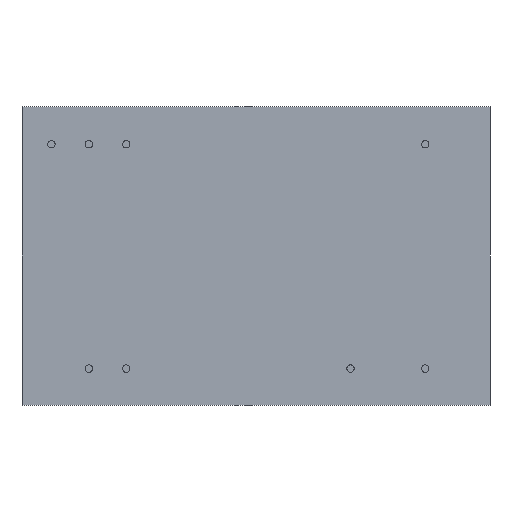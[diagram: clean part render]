
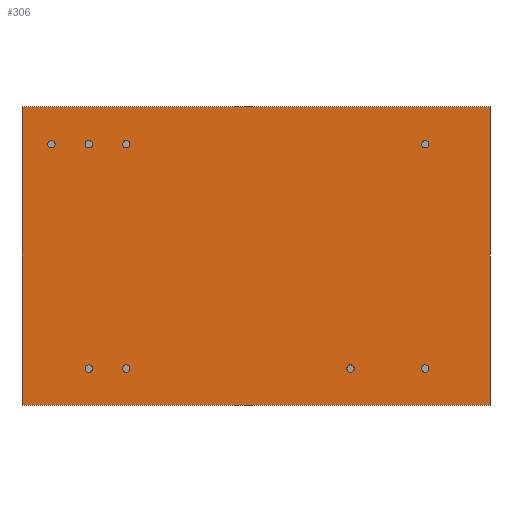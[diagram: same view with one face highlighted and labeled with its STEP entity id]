
A CAD part, front view. The second image highlights one B-rep face of the part: STEP entity #306.
In plain terms, the highlighted planar face has unit normal (0, -1, 0).
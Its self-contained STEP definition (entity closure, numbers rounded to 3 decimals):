
#15=FACE_BOUND('',#81,.T.);
#16=FACE_BOUND('',#82,.T.);
#17=FACE_BOUND('',#83,.T.);
#18=FACE_BOUND('',#84,.T.);
#19=FACE_BOUND('',#85,.T.);
#20=FACE_BOUND('',#86,.T.);
#21=FACE_BOUND('',#87,.T.);
#22=FACE_BOUND('',#88,.T.);
#36=PLANE('',#364);
#58=FACE_OUTER_BOUND('',#80,.T.);
#80=EDGE_LOOP('',(#265,#266,#267,#268));
#81=EDGE_LOOP('',(#269));
#82=EDGE_LOOP('',(#270));
#83=EDGE_LOOP('',(#271));
#84=EDGE_LOOP('',(#272));
#85=EDGE_LOOP('',(#273));
#86=EDGE_LOOP('',(#274));
#87=EDGE_LOOP('',(#275));
#88=EDGE_LOOP('',(#276));
#97=LINE('',#523,#117);
#101=LINE('',#531,#121);
#104=LINE('',#537,#124);
#107=LINE('',#542,#127);
#117=VECTOR('',#441,10.);
#121=VECTOR('',#447,10.);
#124=VECTOR('',#452,10.);
#127=VECTOR('',#457,10.);
#130=CIRCLE('',#329,0.25);
#132=CIRCLE('',#333,0.25);
#134=CIRCLE('',#337,0.25);
#136=CIRCLE('',#341,0.25);
#138=CIRCLE('',#345,0.25);
#140=CIRCLE('',#349,0.25);
#142=CIRCLE('',#353,0.25);
#144=CIRCLE('',#357,0.25);
#146=VERTEX_POINT('',#467);
#148=VERTEX_POINT('',#474);
#150=VERTEX_POINT('',#481);
#152=VERTEX_POINT('',#488);
#154=VERTEX_POINT('',#495);
#156=VERTEX_POINT('',#502);
#158=VERTEX_POINT('',#509);
#160=VERTEX_POINT('',#516);
#161=VERTEX_POINT('',#521);
#162=VERTEX_POINT('',#522);
#165=VERTEX_POINT('',#530);
#167=VERTEX_POINT('',#536);
#171=EDGE_CURVE('',#146,#146,#130,.T.);
#174=EDGE_CURVE('',#148,#148,#132,.T.);
#177=EDGE_CURVE('',#150,#150,#134,.T.);
#180=EDGE_CURVE('',#152,#152,#136,.T.);
#183=EDGE_CURVE('',#154,#154,#138,.T.);
#186=EDGE_CURVE('',#156,#156,#140,.T.);
#189=EDGE_CURVE('',#158,#158,#142,.T.);
#192=EDGE_CURVE('',#160,#160,#144,.T.);
#193=EDGE_CURVE('',#161,#162,#97,.T.);
#197=EDGE_CURVE('',#165,#161,#101,.T.);
#200=EDGE_CURVE('',#167,#165,#104,.T.);
#203=EDGE_CURVE('',#162,#167,#107,.T.);
#265=ORIENTED_EDGE('',*,*,#203,.F.);
#266=ORIENTED_EDGE('',*,*,#193,.F.);
#267=ORIENTED_EDGE('',*,*,#197,.F.);
#268=ORIENTED_EDGE('',*,*,#200,.F.);
#269=ORIENTED_EDGE('',*,*,#171,.T.);
#270=ORIENTED_EDGE('',*,*,#174,.T.);
#271=ORIENTED_EDGE('',*,*,#177,.T.);
#272=ORIENTED_EDGE('',*,*,#180,.T.);
#273=ORIENTED_EDGE('',*,*,#183,.T.);
#274=ORIENTED_EDGE('',*,*,#186,.T.);
#275=ORIENTED_EDGE('',*,*,#189,.T.);
#276=ORIENTED_EDGE('',*,*,#192,.T.);
#306=ADVANCED_FACE('',(#58,#15,#16,#17,#18,#19,#20,#21,#22),#36,.F.);
#329=AXIS2_PLACEMENT_3D('',#469,#372,#373);
#333=AXIS2_PLACEMENT_3D('',#476,#381,#382);
#337=AXIS2_PLACEMENT_3D('',#483,#390,#391);
#341=AXIS2_PLACEMENT_3D('',#490,#399,#400);
#345=AXIS2_PLACEMENT_3D('',#497,#408,#409);
#349=AXIS2_PLACEMENT_3D('',#504,#417,#418);
#353=AXIS2_PLACEMENT_3D('',#511,#426,#427);
#357=AXIS2_PLACEMENT_3D('',#518,#435,#436);
#364=AXIS2_PLACEMENT_3D('',#545,#461,#462);
#372=DIRECTION('center_axis',(0.,1.,0.));
#373=DIRECTION('ref_axis',(-1.,0.,0.));
#381=DIRECTION('center_axis',(0.,1.,0.));
#382=DIRECTION('ref_axis',(-1.,0.,0.));
#390=DIRECTION('center_axis',(0.,1.,0.));
#391=DIRECTION('ref_axis',(-1.,0.,0.));
#399=DIRECTION('center_axis',(0.,1.,0.));
#400=DIRECTION('ref_axis',(-1.,0.,0.));
#408=DIRECTION('center_axis',(0.,1.,0.));
#409=DIRECTION('ref_axis',(-1.,0.,0.));
#417=DIRECTION('center_axis',(0.,1.,0.));
#418=DIRECTION('ref_axis',(-1.,0.,0.));
#426=DIRECTION('center_axis',(0.,1.,0.));
#427=DIRECTION('ref_axis',(-1.,0.,0.));
#435=DIRECTION('center_axis',(0.,1.,0.));
#436=DIRECTION('ref_axis',(-1.,0.,0.));
#441=DIRECTION('',(0.,0.,1.));
#447=DIRECTION('',(-1.,0.,0.));
#452=DIRECTION('',(0.,0.,-1.));
#457=DIRECTION('',(1.,0.,0.));
#461=DIRECTION('center_axis',(0.,1.,0.));
#462=DIRECTION('ref_axis',(0.,0.,1.));
#467=CARTESIAN_POINT('',(11.75,0.,-7.65));
#469=CARTESIAN_POINT('Origin',(11.5,0.,-7.65));
#474=CARTESIAN_POINT('',(-8.57,0.,-7.65));
#476=CARTESIAN_POINT('Origin',(-8.82,0.,-7.65));
#481=CARTESIAN_POINT('',(-8.57,0.,7.59));
#483=CARTESIAN_POINT('Origin',(-8.82,0.,7.59));
#488=CARTESIAN_POINT('',(-13.65,0.,7.59));
#490=CARTESIAN_POINT('Origin',(-13.9,0.,7.59));
#495=CARTESIAN_POINT('',(-11.11,0.,7.59));
#497=CARTESIAN_POINT('Origin',(-11.36,0.,7.59));
#502=CARTESIAN_POINT('',(-11.11,0.,-7.65));
#504=CARTESIAN_POINT('Origin',(-11.36,0.,-7.65));
#509=CARTESIAN_POINT('',(6.67,0.,-7.65));
#511=CARTESIAN_POINT('Origin',(6.42,0.,-7.65));
#516=CARTESIAN_POINT('',(11.75,0.,7.59));
#518=CARTESIAN_POINT('Origin',(11.5,0.,7.59));
#521=CARTESIAN_POINT('',(-15.9,0.,-10.15));
#522=CARTESIAN_POINT('',(-15.9,0.,10.15));
#523=CARTESIAN_POINT('',(-15.9,0.,-10.15));
#530=CARTESIAN_POINT('',(15.9,0.,-10.15));
#531=CARTESIAN_POINT('',(15.9,0.,-10.15));
#536=CARTESIAN_POINT('',(15.9,0.,10.15));
#537=CARTESIAN_POINT('',(15.9,0.,10.15));
#542=CARTESIAN_POINT('',(-15.9,0.,10.15));
#545=CARTESIAN_POINT('Origin',(0.,0.,0.));
